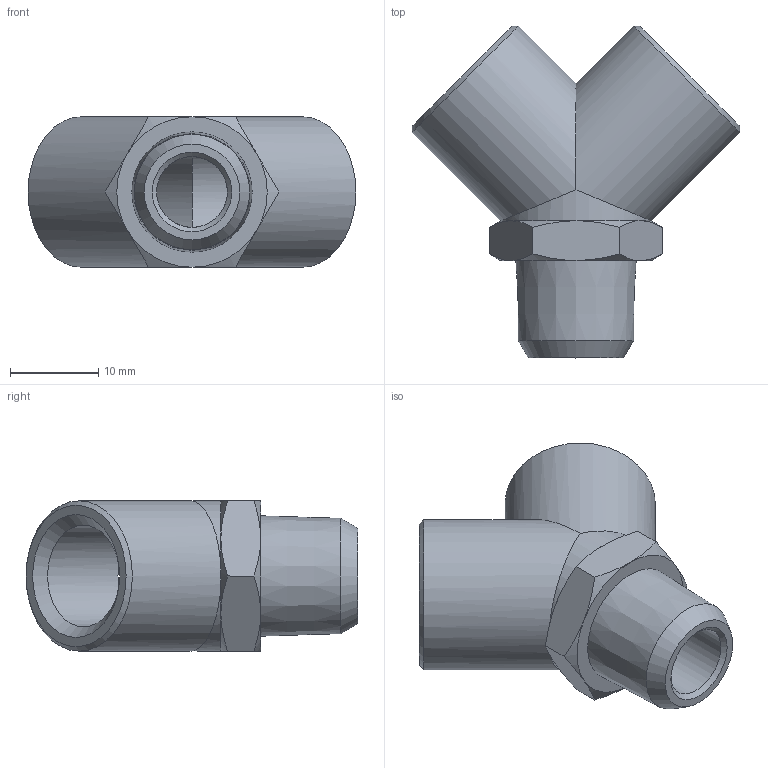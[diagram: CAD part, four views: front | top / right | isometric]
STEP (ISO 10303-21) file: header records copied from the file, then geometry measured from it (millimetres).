
FILE_DESCRIPTION (( 'STEP AP214' ), '1' );
FILE_NAME ('0600000010300A.STEP', '2013-08-07T15:01:05', ( 'ST01' ), ( '' ), 'SwSTEP 2.0', 'SolidWorks 2012', '' );
FILE_SCHEMA (( 'AUTOMOTIVE_DESIGN' ));
Length unit declared in the file: millimetre
Products named in the file (1): 0600000010300A
Bounding box: 37.05 x 37.53 x 17 mm (x, y, z)
Volume: 5686.2 mm3; surface area: 4266.1 mm2
Topology: 1 solids, 1 shells, 38 faces, 88 edges, 52 vertices
Faces by surface type: cone 19, plane 12, cylinder 7
Full cylindrical faces by diameter (mm): 8 x1, 11.5 x2, 17 x2
Entity records: 1089 total; most frequent: CARTESIAN_POINT 313, DIRECTION 144, ORIENTED_EDGE 142, EDGE_CURVE 71, AXIS2_PLACEMENT_3D 68, EDGE_LOOP 54, VERTEX_POINT 47, FACE_OUTER_BOUND 43
